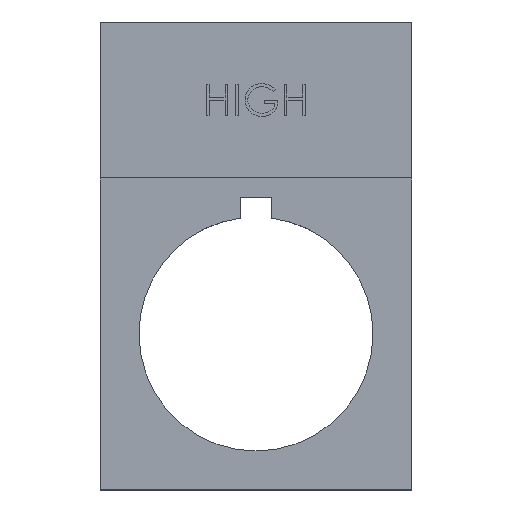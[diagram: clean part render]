
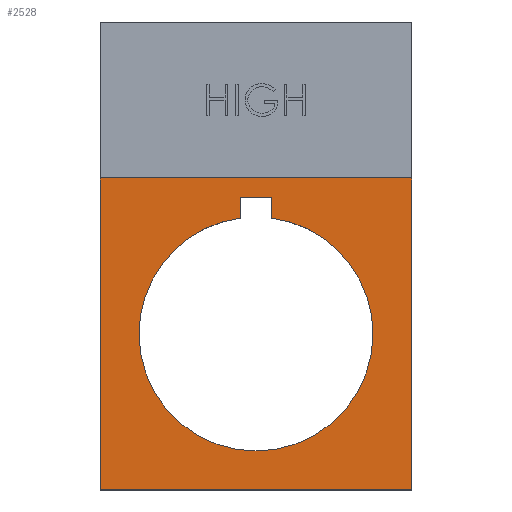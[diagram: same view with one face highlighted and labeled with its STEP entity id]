
A CAD part, top view. The second image highlights one B-rep face of the part: STEP entity #2528.
In plain terms, the highlighted planar face has unit normal (0, 0, 1).
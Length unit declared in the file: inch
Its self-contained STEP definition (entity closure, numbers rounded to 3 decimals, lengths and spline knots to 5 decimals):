
#20 = CARTESIAN_POINT ( 'NONE',  ( 0.05906, 0.43896, 0.01969 ) ) ;
#63 = CIRCLE ( 'NONE', #2343, 0.44291 ) ;
#82 = CARTESIAN_POINT ( 'NONE',  ( -0.19685, 0.59055, 0.01969 ) ) ;
#95 = VERTEX_POINT ( 'NONE', #2881 ) ;
#108 = ORIENTED_EDGE ( 'NONE', *, *, #2200, .F. ) ;
#141 = DIRECTION ( 'NONE',  ( 1., 0., 0. ) ) ;
#152 = PLANE ( 'NONE',  #1048 ) ;
#174 = LINE ( 'NONE', #2795, #2559 ) ;
#230 = DIRECTION ( 'NONE',  ( 0., 0., -1. ) ) ;
#235 = DIRECTION ( 'NONE',  ( 0., -1., 0. ) ) ;
#273 = CARTESIAN_POINT ( 'NONE',  ( -0.05906, 0.5177, 0.01969 ) ) ;
#336 = CARTESIAN_POINT ( 'NONE',  ( 0.59055, -0.59055, 0.01969 ) ) ;
#344 = CARTESIAN_POINT ( 'NONE',  ( 0.59055, 0.59055, 0.01969 ) ) ;
#371 = LINE ( 'NONE', #2036, #2602 ) ;
#389 = CARTESIAN_POINT ( 'NONE',  ( 0., 0., 0.01969 ) ) ;
#400 = VERTEX_POINT ( 'NONE', #336 ) ;
#502 = EDGE_CURVE ( 'NONE', #400, #572, #2869, .T. ) ;
#526 = VERTEX_POINT ( 'NONE', #1906 ) ;
#572 = VERTEX_POINT ( 'NONE', #1413 ) ;
#604 = DIRECTION ( 'NONE',  ( 0., 0., -1. ) ) ;
#630 = DIRECTION ( 'NONE',  ( 1., 0., 0. ) ) ;
#637 = CARTESIAN_POINT ( 'NONE',  ( 0., 0., 0.01969 ) ) ;
#639 = CARTESIAN_POINT ( 'NONE',  ( 0., 0.29528, 0.01969 ) ) ;
#669 = DIRECTION ( 'NONE',  ( 0., 0., 1. ) ) ;
#690 = ORIENTED_EDGE ( 'NONE', *, *, #502, .F. ) ;
#865 = CARTESIAN_POINT ( 'NONE',  ( 0.05906, 0.5177, 0.01969 ) ) ;
#890 = CARTESIAN_POINT ( 'NONE',  ( -0.59055, -0.59055, 0.01969 ) ) ;
#1023 = DIRECTION ( 'NONE',  ( 0., -1., 0. ) ) ;
#1048 = AXIS2_PLACEMENT_3D ( 'NONE', #639, #669, #630 ) ;
#1061 = CARTESIAN_POINT ( 'NONE',  ( 0.05906, 0.5177, 0.01969 ) ) ;
#1089 = VECTOR ( 'NONE', #2526, 39.37008 ) ;
#1103 = B_SPLINE_CURVE_WITH_KNOTS ( 'NONE', 3,
 ( #2845, #2601, #82, #2362 ),
 .UNSPECIFIED., .F., .F.,
 ( 4, 4 ),
 ( 0., 1. ),
 .UNSPECIFIED. ) ;
#1105 = AXIS2_PLACEMENT_3D ( 'NONE', #1223, #230, #2262 ) ;
#1126 = VECTOR ( 'NONE', #1537, 39.37008 ) ;
#1155 = ORIENTED_EDGE ( 'NONE', *, *, #2217, .F. ) ;
#1199 = VERTEX_POINT ( 'NONE', #3156 ) ;
#1207 = EDGE_LOOP ( 'NONE', ( #1754, #2679, #2428, #2277, #2839, #3246 ) ) ;
#1223 = CARTESIAN_POINT ( 'NONE',  ( 0., 0., 0.01969 ) ) ;
#1263 = ORIENTED_EDGE ( 'NONE', *, *, #2354, .T. ) ;
#1374 = DIRECTION ( 'NONE',  ( 1., 0., 0. ) ) ;
#1395 = FACE_OUTER_BOUND ( 'NONE', #2797, .T. ) ;
#1396 = DIRECTION ( 'NONE',  ( 1., 0., 0. ) ) ;
#1413 = CARTESIAN_POINT ( 'NONE',  ( -0.59055, -0.59055, 0.01969 ) ) ;
#1537 = DIRECTION ( 'NONE',  ( 0., 1., 0. ) ) ;
#1650 = LINE ( 'NONE', #3065, #1126 ) ;
#1672 = DIRECTION ( 'NONE',  ( 0., 0., -1. ) ) ;
#1686 = EDGE_CURVE ( 'NONE', #1199, #3275, #2731, .T. ) ;
#1754 = ORIENTED_EDGE ( 'NONE', *, *, #3182, .T. ) ;
#1809 = EDGE_CURVE ( 'NONE', #3275, #95, #1840, .T. ) ;
#1840 = LINE ( 'NONE', #273, #1089 ) ;
#1857 = AXIS2_PLACEMENT_3D ( 'NONE', #389, #1672, #141 ) ;
#1891 = VERTEX_POINT ( 'NONE', #20 ) ;
#1906 = CARTESIAN_POINT ( 'NONE',  ( 0.44291, 0., 0.01969 ) ) ;
#1942 = EDGE_CURVE ( 'NONE', #1891, #526, #63, .T. ) ;
#1949 = CIRCLE ( 'NONE', #1857, 0.44291 ) ;
#1974 = VERTEX_POINT ( 'NONE', #344 ) ;
#2036 = CARTESIAN_POINT ( 'NONE',  ( 0.05906, 0.43896, 0.01969 ) ) ;
#2070 = VECTOR ( 'NONE', #2927, 39.37008 ) ;
#2135 = EDGE_CURVE ( 'NONE', #2352, #1891, #371, .T. ) ;
#2200 = EDGE_CURVE ( 'NONE', #1974, #400, #174, .T. ) ;
#2217 = EDGE_CURVE ( 'NONE', #572, #3252, #1650, .T. ) ;
#2262 = DIRECTION ( 'NONE',  ( 1., 0., 0. ) ) ;
#2277 = ORIENTED_EDGE ( 'NONE', *, *, #2489, .T. ) ;
#2343 = AXIS2_PLACEMENT_3D ( 'NONE', #637, #604, #1396 ) ;
#2352 = VERTEX_POINT ( 'NONE', #1061 ) ;
#2354 = EDGE_CURVE ( 'NONE', #1974, #3252, #1103, .T. ) ;
#2362 = CARTESIAN_POINT ( 'NONE',  ( -0.59055, 0.59055, 0.01969 ) ) ;
#2428 = ORIENTED_EDGE ( 'NONE', *, *, #1942, .T. ) ;
#2489 = EDGE_CURVE ( 'NONE', #526, #1199, #1949, .T. ) ;
#2526 = DIRECTION ( 'NONE',  ( 0., 1., 0. ) ) ;
#2528 = ADVANCED_FACE ( 'NONE', ( #2949, #1395 ), #152, .T. ) ;
#2559 = VECTOR ( 'NONE', #1023, 39.37008 ) ;
#2595 = VECTOR ( 'NONE', #1374, 39.37008 ) ;
#2601 = CARTESIAN_POINT ( 'NONE',  ( 0.19685, 0.59055, 0.01969 ) ) ;
#2602 = VECTOR ( 'NONE', #235, 39.37008 ) ;
#2679 = ORIENTED_EDGE ( 'NONE', *, *, #2135, .T. ) ;
#2691 = CARTESIAN_POINT ( 'NONE',  ( -0.59055, 0.59055, 0.01969 ) ) ;
#2731 = CIRCLE ( 'NONE', #1105, 0.44291 ) ;
#2795 = CARTESIAN_POINT ( 'NONE',  ( 0.59055, -0.59055, 0.01969 ) ) ;
#2797 = EDGE_LOOP ( 'NONE', ( #690, #108, #1263, #1155 ) ) ;
#2839 = ORIENTED_EDGE ( 'NONE', *, *, #1686, .T. ) ;
#2845 = CARTESIAN_POINT ( 'NONE',  ( 0.59055, 0.59055, 0.01969 ) ) ;
#2869 = LINE ( 'NONE', #890, #2070 ) ;
#2881 = CARTESIAN_POINT ( 'NONE',  ( -0.05906, 0.5177, 0.01969 ) ) ;
#2927 = DIRECTION ( 'NONE',  ( -1., 0., 0. ) ) ;
#2949 = FACE_BOUND ( 'NONE', #1207, .T. ) ;
#2965 = CARTESIAN_POINT ( 'NONE',  ( -0.05906, 0.43896, 0.01969 ) ) ;
#3065 = CARTESIAN_POINT ( 'NONE',  ( -0.59055, 1.1811, 0.01969 ) ) ;
#3156 = CARTESIAN_POINT ( 'NONE',  ( -0.44291, 0., 0.01969 ) ) ;
#3182 = EDGE_CURVE ( 'NONE', #95, #2352, #3202, .T. ) ;
#3202 = LINE ( 'NONE', #865, #2595 ) ;
#3246 = ORIENTED_EDGE ( 'NONE', *, *, #1809, .T. ) ;
#3252 = VERTEX_POINT ( 'NONE', #2691 ) ;
#3275 = VERTEX_POINT ( 'NONE', #2965 ) ;
